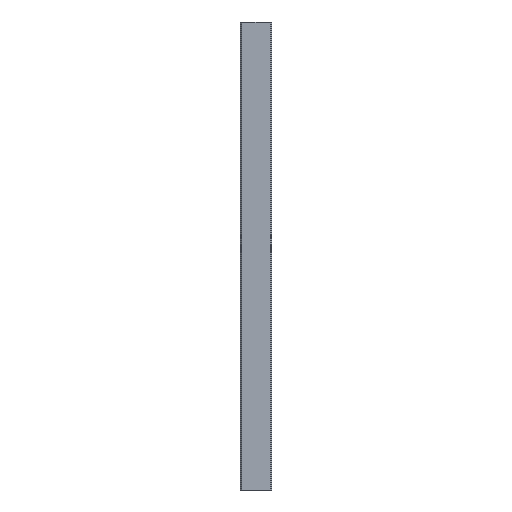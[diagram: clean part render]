
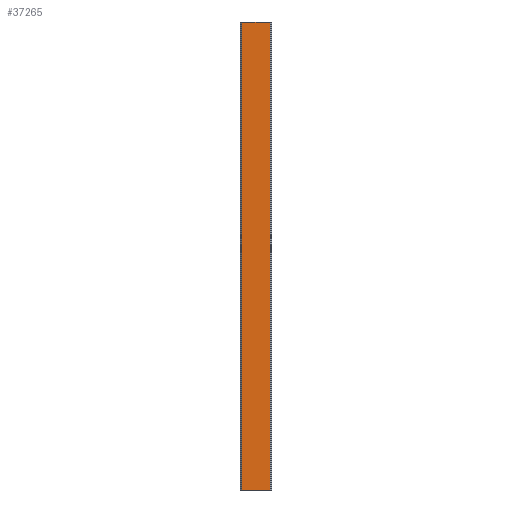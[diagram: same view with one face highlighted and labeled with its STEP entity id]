
A CAD part, front view. The second image highlights one B-rep face of the part: STEP entity #37265.
In plain terms, the highlighted planar face has unit normal (0, -1, 0).
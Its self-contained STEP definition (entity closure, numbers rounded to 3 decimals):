
#33844 = PLANE('',#33845);
#33845 = AXIS2_PLACEMENT_3D('',#33846,#33847,#33848);
#33846 = CARTESIAN_POINT('',(-0.315,-0.885,60.));
#33847 = DIRECTION('',(0.,0.,-1.));
#33848 = DIRECTION('',(-1.,0.,0.));
#33898 = PLANE('',#33899);
#33899 = AXIS2_PLACEMENT_3D('',#33900,#33901,#33902);
#33900 = CARTESIAN_POINT('',(-0.315,-0.885,0.));
#33901 = DIRECTION('',(0.,0.,-1.));
#33902 = DIRECTION('',(-1.,0.,0.));
#34213 = VERTEX_POINT('',#34214);
#34214 = CARTESIAN_POINT('',(1.8,-4.25,0.));
#34228 = PLANE('',#34229);
#34229 = AXIS2_PLACEMENT_3D('',#34230,#34231,#34232);
#34230 = CARTESIAN_POINT('',(1.8,-4.25,0.));
#34231 = DIRECTION('',(-0.707,0.707,0.));
#34232 = DIRECTION('',(0.707,0.707,0.));
#34240 = EDGE_CURVE('',#34241,#34213,#34243,.T.);
#34241 = VERTEX_POINT('',#34242);
#34242 = CARTESIAN_POINT('',(-1.8,-4.25,0.));
#34243 = SURFACE_CURVE('',#34244,(#34248,#34255),.PCURVE_S1.);
#34244 = LINE('',#34245,#34246);
#34245 = CARTESIAN_POINT('',(-1.8,-4.25,0.));
#34246 = VECTOR('',#34247,1.);
#34247 = DIRECTION('',(1.,0.,0.));
#34248 = PCURVE('',#33898,#34249);
#34249 = DEFINITIONAL_REPRESENTATION('',(#34250),#34254);
#34250 = LINE('',#34251,#34252);
#34251 = CARTESIAN_POINT('',(1.485,-3.365));
#34252 = VECTOR('',#34253,1.);
#34253 = DIRECTION('',(-1.,0.));
#34254 = ( GEOMETRIC_REPRESENTATION_CONTEXT(2) 
PARAMETRIC_REPRESENTATION_CONTEXT() REPRESENTATION_CONTEXT('2D SPACE',''
  ) );
#34255 = PCURVE('',#34256,#34261);
#34256 = PLANE('',#34257);
#34257 = AXIS2_PLACEMENT_3D('',#34258,#34259,#34260);
#34258 = CARTESIAN_POINT('',(-1.8,-4.25,0.));
#34259 = DIRECTION('',(0.,1.,0.));
#34260 = DIRECTION('',(1.,0.,0.));
#34261 = DEFINITIONAL_REPRESENTATION('',(#34262),#34266);
#34262 = LINE('',#34263,#34264);
#34263 = CARTESIAN_POINT('',(0.,0.));
#34264 = VECTOR('',#34265,1.);
#34265 = DIRECTION('',(1.,0.));
#34266 = ( GEOMETRIC_REPRESENTATION_CONTEXT(2) 
PARAMETRIC_REPRESENTATION_CONTEXT() REPRESENTATION_CONTEXT('2D SPACE',''
  ) );
#34284 = PLANE('',#34285);
#34285 = AXIS2_PLACEMENT_3D('',#34286,#34287,#34288);
#34286 = CARTESIAN_POINT('',(-2.,-4.05,0.));
#34287 = DIRECTION('',(0.707,0.707,0.));
#34288 = DIRECTION('',(0.707,-0.707,0.));
#34530 = VERTEX_POINT('',#34531);
#34531 = CARTESIAN_POINT('',(1.8,-4.25,60.));
#34552 = EDGE_CURVE('',#34553,#34530,#34555,.T.);
#34553 = VERTEX_POINT('',#34554);
#34554 = CARTESIAN_POINT('',(-1.8,-4.25,60.));
#34555 = SURFACE_CURVE('',#34556,(#34560,#34567),.PCURVE_S1.);
#34556 = LINE('',#34557,#34558);
#34557 = CARTESIAN_POINT('',(-1.8,-4.25,60.));
#34558 = VECTOR('',#34559,1.);
#34559 = DIRECTION('',(1.,0.,0.));
#34560 = PCURVE('',#33844,#34561);
#34561 = DEFINITIONAL_REPRESENTATION('',(#34562),#34566);
#34562 = LINE('',#34563,#34564);
#34563 = CARTESIAN_POINT('',(1.485,-3.365));
#34564 = VECTOR('',#34565,1.);
#34565 = DIRECTION('',(-1.,0.));
#34566 = ( GEOMETRIC_REPRESENTATION_CONTEXT(2) 
PARAMETRIC_REPRESENTATION_CONTEXT() REPRESENTATION_CONTEXT('2D SPACE',''
  ) );
#34567 = PCURVE('',#34256,#34568);
#34568 = DEFINITIONAL_REPRESENTATION('',(#34569),#34573);
#34569 = LINE('',#34570,#34571);
#34570 = CARTESIAN_POINT('',(0.,-60.));
#34571 = VECTOR('',#34572,1.);
#34572 = DIRECTION('',(1.,0.));
#34573 = ( GEOMETRIC_REPRESENTATION_CONTEXT(2) 
PARAMETRIC_REPRESENTATION_CONTEXT() REPRESENTATION_CONTEXT('2D SPACE',''
  ) );
#37007 = EDGE_CURVE('',#34241,#34553,#37008,.T.);
#37008 = SURFACE_CURVE('',#37009,(#37013,#37020),.PCURVE_S1.);
#37009 = LINE('',#37010,#37011);
#37010 = CARTESIAN_POINT('',(-1.8,-4.25,0.));
#37011 = VECTOR('',#37012,1.);
#37012 = DIRECTION('',(0.,0.,1.));
#37013 = PCURVE('',#34284,#37014);
#37014 = DEFINITIONAL_REPRESENTATION('',(#37015),#37019);
#37015 = LINE('',#37016,#37017);
#37016 = CARTESIAN_POINT('',(0.283,0.));
#37017 = VECTOR('',#37018,1.);
#37018 = DIRECTION('',(0.,-1.));
#37019 = ( GEOMETRIC_REPRESENTATION_CONTEXT(2) 
PARAMETRIC_REPRESENTATION_CONTEXT() REPRESENTATION_CONTEXT('2D SPACE',''
  ) );
#37020 = PCURVE('',#34256,#37021);
#37021 = DEFINITIONAL_REPRESENTATION('',(#37022),#37026);
#37022 = LINE('',#37023,#37024);
#37023 = CARTESIAN_POINT('',(0.,0.));
#37024 = VECTOR('',#37025,1.);
#37025 = DIRECTION('',(0.,-1.));
#37026 = ( GEOMETRIC_REPRESENTATION_CONTEXT(2) 
PARAMETRIC_REPRESENTATION_CONTEXT() REPRESENTATION_CONTEXT('2D SPACE',''
  ) );
#37265 = ADVANCED_FACE('',(#37266),#34256,.F.);
#37266 = FACE_BOUND('',#37267,.F.);
#37267 = EDGE_LOOP('',(#37268,#37269,#37270,#37291));
#37268 = ORIENTED_EDGE('',*,*,#37007,.T.);
#37269 = ORIENTED_EDGE('',*,*,#34552,.T.);
#37270 = ORIENTED_EDGE('',*,*,#37271,.F.);
#37271 = EDGE_CURVE('',#34213,#34530,#37272,.T.);
#37272 = SURFACE_CURVE('',#37273,(#37277,#37284),.PCURVE_S1.);
#37273 = LINE('',#37274,#37275);
#37274 = CARTESIAN_POINT('',(1.8,-4.25,0.));
#37275 = VECTOR('',#37276,1.);
#37276 = DIRECTION('',(0.,0.,1.));
#37277 = PCURVE('',#34256,#37278);
#37278 = DEFINITIONAL_REPRESENTATION('',(#37279),#37283);
#37279 = LINE('',#37280,#37281);
#37280 = CARTESIAN_POINT('',(3.6,0.));
#37281 = VECTOR('',#37282,1.);
#37282 = DIRECTION('',(0.,-1.));
#37283 = ( GEOMETRIC_REPRESENTATION_CONTEXT(2) 
PARAMETRIC_REPRESENTATION_CONTEXT() REPRESENTATION_CONTEXT('2D SPACE',''
  ) );
#37284 = PCURVE('',#34228,#37285);
#37285 = DEFINITIONAL_REPRESENTATION('',(#37286),#37290);
#37286 = LINE('',#37287,#37288);
#37287 = CARTESIAN_POINT('',(0.,0.));
#37288 = VECTOR('',#37289,1.);
#37289 = DIRECTION('',(0.,-1.));
#37290 = ( GEOMETRIC_REPRESENTATION_CONTEXT(2) 
PARAMETRIC_REPRESENTATION_CONTEXT() REPRESENTATION_CONTEXT('2D SPACE',''
  ) );
#37291 = ORIENTED_EDGE('',*,*,#34240,.F.);
